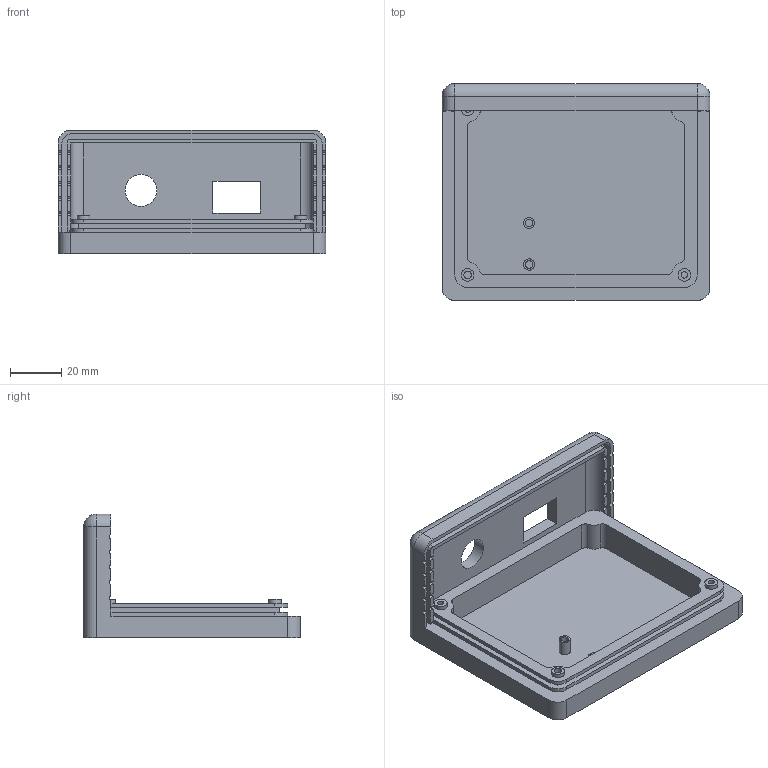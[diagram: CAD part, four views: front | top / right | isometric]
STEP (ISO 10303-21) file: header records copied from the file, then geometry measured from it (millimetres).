
FILE_DESCRIPTION(/* description */ (''),/* implementation_level */ '2;1');
FILE_NAME(/* name */ 'CICERONE Airlink Case - Bottom.step',/* time_stamp */ '2025-07-29T19:12:57+02:00',/* author */ (''),/* organization */ (''),/* preprocessor_version */ 'ST-DEVELOPER v20.1',/* originating_system */ 'Autodesk Translation Framework v14.10.0.0',/* authorisation */ '');
FILE_SCHEMA (('AUTOMOTIVE_DESIGN { 1 0 10303 214 3 1 1 }'));
Length unit declared in the file: millimetre
Products named in the file (1): Base y cubierta
Bounding box: 105 x 85 x 48.5 mm (x, y, z)
Volume: 68551.4 mm3; surface area: 39767.8 mm2
Topology: 1 solids, 1 shells, 232 faces, 614 edges, 396 vertices
Faces by surface type: plane 138, cylinder 90, sphere 2, cone 2
Full cylindrical faces by diameter (mm): 2.5 x2, 3 x3, 4.4 x2, 5 x3, 12.5 x1
Entity records: 7195 total; most frequent: DIRECTION 1260, CARTESIAN_POINT 1241, ORIENTED_EDGE 1224, EDGE_CURVE 612, LINE 430, VECTOR 430, AXIS2_PLACEMENT_3D 415, VERTEX_POINT 396
